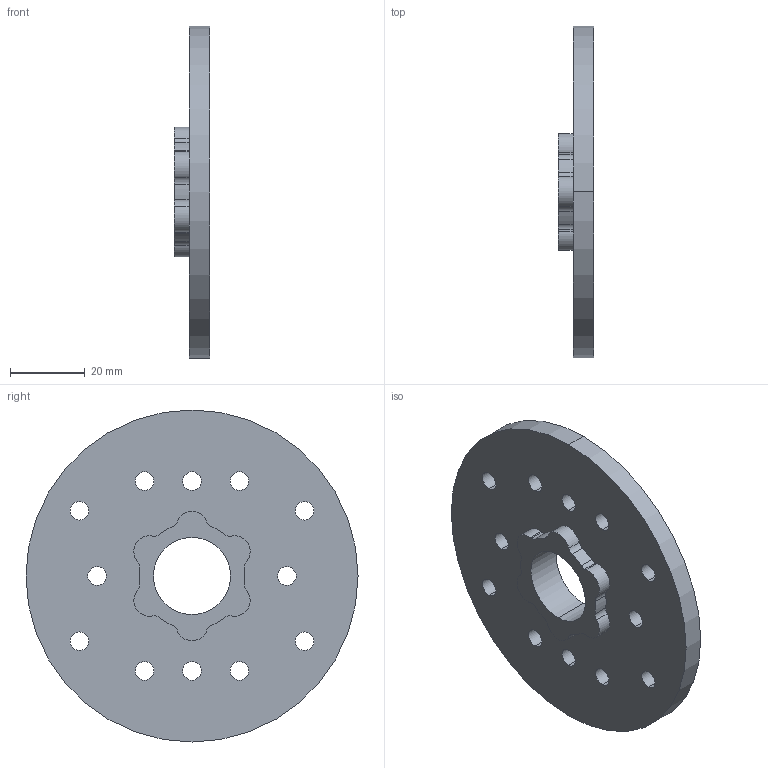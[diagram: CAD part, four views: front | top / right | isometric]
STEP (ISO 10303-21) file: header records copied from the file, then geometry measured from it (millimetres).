
FILE_DESCRIPTION (( 'STEP AP214' ), '1' );
FILE_NAME ('SMILE Wing_Sprocket Outer Spacer.STEP', '2025-10-07T18:26:37', ( '' ), ( '' ), 'SwSTEP 2.0', 'SolidWorks 2024', '' );
FILE_SCHEMA (( 'AUTOMOTIVE_DESIGN' ));
Length unit declared in the file: inch
Products named in the file (1): SMILE Wing_Sprocket Outer Spacer
Bounding box: 9.53 x 88.9 x 88.9 mm (x, y, z)
Volume: 32851.1 mm3; surface area: 14915.6 mm2
Topology: 1 solids, 1 shells, 60 faces, 171 edges, 114 vertices
Faces by surface type: cylinder 57, plane 3
Entity records: 2108 total; most frequent: DIRECTION 407, CARTESIAN_POINT 346, ORIENTED_EDGE 342, AXIS2_PLACEMENT_3D 175, EDGE_CURVE 171, VERTEX_POINT 114, CIRCLE 114, EDGE_LOOP 87
